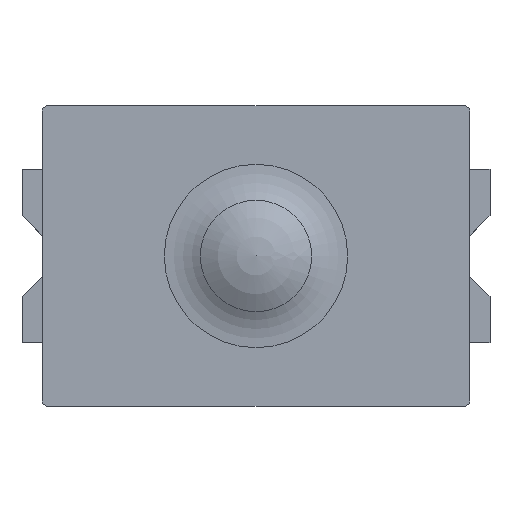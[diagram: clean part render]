
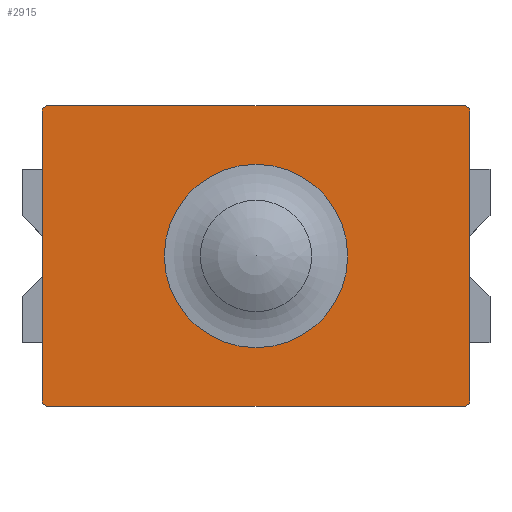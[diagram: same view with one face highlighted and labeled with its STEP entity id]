
A CAD part, top view. The second image highlights one B-rep face of the part: STEP entity #2915.
In plain terms, the highlighted planar face has unit normal (0, 0, 1).
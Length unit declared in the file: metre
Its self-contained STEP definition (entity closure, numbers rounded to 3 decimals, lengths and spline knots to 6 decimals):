
#39=FACE_BOUND('',#444,.T.);
#117=PLANE('',#3224);
#252=FACE_OUTER_BOUND('',#443,.T.);
#443=EDGE_LOOP('',(#2399,#2400,#2401,#2402,#2403,#2404,#2405,#2406));
#444=EDGE_LOOP('',(#2407));
#593=LINE('',#4415,#865);
#711=LINE('',#4802,#983);
#748=LINE('',#4912,#1020);
#749=LINE('',#4916,#1021);
#865=VECTOR('',#3476,1.);
#983=VECTOR('',#3834,1.);
#1020=VECTOR('',#3955,1.);
#1021=VECTOR('',#3960,1.);
#1190=CIRCLE('',#3196,0.00005);
#1203=CIRCLE('',#3225,0.00005);
#1204=CIRCLE('',#3226,0.00005);
#1205=CIRCLE('',#3227,0.00005);
#1206=CIRCLE('',#3228,0.000686);
#1303=VERTEX_POINT('',#4412);
#1304=VERTEX_POINT('',#4414);
#1452=VERTEX_POINT('',#4799);
#1453=VERTEX_POINT('',#4801);
#1482=VERTEX_POINT('',#4908);
#1483=VERTEX_POINT('',#4909);
#1484=VERTEX_POINT('',#4911);
#1485=VERTEX_POINT('',#4914);
#1486=VERTEX_POINT('',#4917);
#1591=EDGE_CURVE('',#1303,#1304,#593,.T.);
#1788=EDGE_CURVE('',#1452,#1453,#711,.T.);
#1807=EDGE_CURVE('',#1303,#1453,#1190,.T.);
#1842=EDGE_CURVE('',#1482,#1483,#1203,.T.);
#1843=EDGE_CURVE('',#1484,#1483,#748,.T.);
#1844=EDGE_CURVE('',#1484,#1304,#1204,.T.);
#1845=EDGE_CURVE('',#1452,#1485,#1205,.T.);
#1846=EDGE_CURVE('',#1482,#1485,#749,.T.);
#1847=EDGE_CURVE('',#1486,#1486,#1206,.T.);
#2399=ORIENTED_EDGE('',*,*,#1842,.T.);
#2400=ORIENTED_EDGE('',*,*,#1843,.F.);
#2401=ORIENTED_EDGE('',*,*,#1844,.T.);
#2402=ORIENTED_EDGE('',*,*,#1591,.F.);
#2403=ORIENTED_EDGE('',*,*,#1807,.T.);
#2404=ORIENTED_EDGE('',*,*,#1788,.F.);
#2405=ORIENTED_EDGE('',*,*,#1845,.T.);
#2406=ORIENTED_EDGE('',*,*,#1846,.F.);
#2407=ORIENTED_EDGE('',*,*,#1847,.T.);
#2915=ADVANCED_FACE('',(#252,#39),#117,.T.);
#3196=AXIS2_PLACEMENT_3D('',#4837,#3873,#3874);
#3224=AXIS2_PLACEMENT_3D('',#4907,#3951,#3952);
#3225=AXIS2_PLACEMENT_3D('',#4910,#3953,#3954);
#3226=AXIS2_PLACEMENT_3D('',#4913,#3956,#3957);
#3227=AXIS2_PLACEMENT_3D('',#4915,#3958,#3959);
#3228=AXIS2_PLACEMENT_3D('',#4918,#3961,#3962);
#3476=DIRECTION('',(-1.,0.,0.));
#3834=DIRECTION('',(0.,-1.,0.));
#3873=DIRECTION('center_axis',(0.,0.,1.));
#3874=DIRECTION('ref_axis',(0.,-1.,0.));
#3951=DIRECTION('center_axis',(0.,0.,1.));
#3952=DIRECTION('ref_axis',(1.,0.,0.));
#3953=DIRECTION('center_axis',(0.,0.,1.));
#3954=DIRECTION('ref_axis',(0.,1.,0.));
#3955=DIRECTION('',(0.,1.,0.));
#3956=DIRECTION('center_axis',(0.,0.,1.));
#3957=DIRECTION('ref_axis',(-1.,0.,0.));
#3958=DIRECTION('center_axis',(0.,0.,1.));
#3959=DIRECTION('ref_axis',(1.,0.,0.));
#3960=DIRECTION('',(1.,0.,0.));
#3961=DIRECTION('center_axis',(0.,0.,-1.));
#3962=DIRECTION('ref_axis',(-1.,0.,0.));
#4412=CARTESIAN_POINT('',(0.00155,-0.001125,0.000395));
#4414=CARTESIAN_POINT('',(-0.00155,-0.001125,0.000395));
#4415=CARTESIAN_POINT('',(0.00155,-0.001125,0.000395));
#4799=CARTESIAN_POINT('',(0.0016,0.001075,0.000395));
#4801=CARTESIAN_POINT('',(0.0016,-0.001075,0.000395));
#4802=CARTESIAN_POINT('',(0.0016,0.001075,0.000395));
#4837=CARTESIAN_POINT('Origin',(0.00155,-0.001075,0.000395));
#4907=CARTESIAN_POINT('Origin',(0.,0.,0.000395));
#4908=CARTESIAN_POINT('',(-0.00155,0.001125,0.000395));
#4909=CARTESIAN_POINT('',(-0.0016,0.001075,0.000395));
#4910=CARTESIAN_POINT('Origin',(-0.00155,0.001075,0.000395));
#4911=CARTESIAN_POINT('',(-0.0016,-0.001075,0.000395));
#4912=CARTESIAN_POINT('',(-0.0016,-0.001075,0.000395));
#4913=CARTESIAN_POINT('Origin',(-0.00155,-0.001075,0.000395));
#4914=CARTESIAN_POINT('',(0.00155,0.001125,0.000395));
#4915=CARTESIAN_POINT('Origin',(0.00155,0.001075,0.000395));
#4916=CARTESIAN_POINT('',(-0.00155,0.001125,0.000395));
#4917=CARTESIAN_POINT('',(-0.000686,0.,0.000395));
#4918=CARTESIAN_POINT('Origin',(0.,0.,0.000395));
